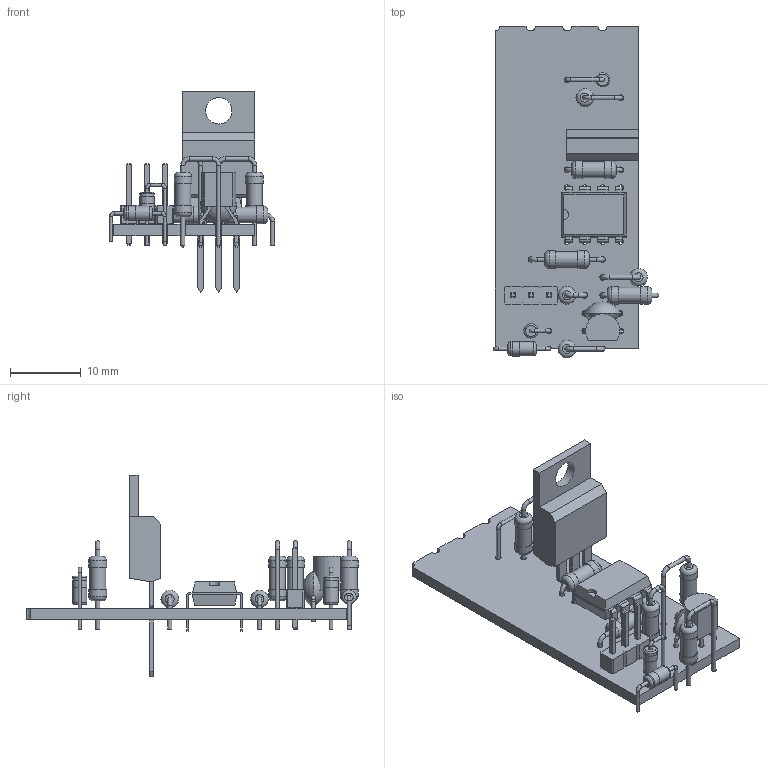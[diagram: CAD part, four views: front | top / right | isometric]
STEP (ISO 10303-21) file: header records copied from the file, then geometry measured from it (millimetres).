
FILE_DESCRIPTION(('KiCad electronic assembly'),'2;1');
FILE_NAME('SIMPLE_MOTOR_DRIVER.step','2024-07-17T20:29:07',('Pcbnew'),( 'Kicad'),'Open CASCADE STEP processor 7.7','KiCad to STEP converter' ,'Unknown');
FILE_SCHEMA(('AUTOMOTIVE_DESIGN { 1 0 10303 214 1 1 1 1 }'));
Length unit declared in the file: millimetre
Products named in the file (26): SIMPLE_MOTOR_DRIVER 1; PinHeader_1x03_P2.54mm_Vertical; PinHeader_1x03_P254mm_Vertical; R_Axial_DIN0207_L6.3mm_D2.5mm_P5.08mm_Vertical; R_Axial_DIN0207_L63mm_D25mm_P508mm_Vertical; TO-220-3_Vertical; C_Disc_D5.1mm_W3.2mm_P5.00mm; C_Disc_D51mm_W32mm_P500mm; D_DO-35_SOD27_P7.62mm_Horizontal; D_DO-35_SOD27_P5.08mm_Vertical_KathodeUp; R_Axial_DIN0207_L6.3mm_D2.5mm_P10.16mm_Horizontal; R_Axial_DIN0207_L63mm_D25mm_P1016mm_Horizontal; R_Axial_DIN0207_L6.3mm_D2.5mm_P7.62mm_Horizontal; R_Axial_DIN0207_L63mm_D25mm_P762mm_Horizontal; R_Axial_DIN0207_L6.3mm_D2.5mm_P2.54mm_Vertical; R_Axial_DIN0207_L63mm_D25mm_P254mm_Vertical; D_DO-35_SOD27_P2.54mm_Vertical_KathodeUp; DIP-8_W7.62mm; TO-92_Inline_Wide; _autosave-SIMPLE_MOTOR_DRIVER_PCB
Assembly tree (28 placements, depth 3):
  SIMPLE_MOTOR_DRIVER 1
    PinHeader_1x03_P2.54mm_Vertical
      PinHeader_1x03_P254mm_Vertical
    R_Axial_DIN0207_L6.3mm_D2.5mm_P5.08mm_Vertical  x3
      R_Axial_DIN0207_L63mm_D25mm_P508mm_Vertical
    TO-220-3_Vertical
      TO-220-3_Vertical
    C_Disc_D5.1mm_W3.2mm_P5.00mm
      C_Disc_D51mm_W32mm_P500mm
    D_DO-35_SOD27_P7.62mm_Horizontal
      D_DO-35_SOD27_P7.62mm_Horizontal
    D_DO-35_SOD27_P5.08mm_Vertical_KathodeUp
      D_DO-35_SOD27_P5.08mm_Vertical_KathodeUp
    R_Axial_DIN0207_L6.3mm_D2.5mm_P10.16mm_Horizontal
      R_Axial_DIN0207_L63mm_D25mm_P1016mm_Horizontal
    R_Axial_DIN0207_L6.3mm_D2.5mm_P7.62mm_Horizontal  x2
      R_Axial_DIN0207_L63mm_D25mm_P762mm_Horizontal
    R_Axial_DIN0207_L6.3mm_D2.5mm_P2.54mm_Vertical
      R_Axial_DIN0207_L63mm_D25mm_P254mm_Vertical
    D_DO-35_SOD27_P2.54mm_Vertical_KathodeUp
      D_DO-35_SOD27_P2.54mm_Vertical_KathodeUp
    DIP-8_W7.62mm
      DIP-8_W7.62mm
    TO-92_Inline_Wide
      TO-92_Inline_Wide
    _autosave-SIMPLE_MOTOR_DRIVER_PCB
Bounding box: 23.41 x 47.01 x 28.52 mm (x, y, z)
Volume: 2563.6 mm3; surface area: 4181.1 mm2
Topology: 17 solids, 17 shells, 533 faces, 1235 edges, 781 vertices
Faces by surface type: plane 335, cylinder 134, torus 40, bspline 20, revolution 2, sphere 2
Full cylindrical faces by diameter (mm): 0.5 x15, 0.6 x24, 0.8 x27, 1 x3, 1.1 x3, 2 x6, 2.02 x3, 2.25 x7, 2.5 x14, 3.735 x1
Entity records: 18220 total; most frequent: CARTESIAN_POINT 3292, DIRECTION 2396, ORIENTED_EDGE 2312, EDGE_CURVE 1156, LINE 850, VECTOR 850, AXIS2_PLACEMENT_3D 772, VERTEX_POINT 735
